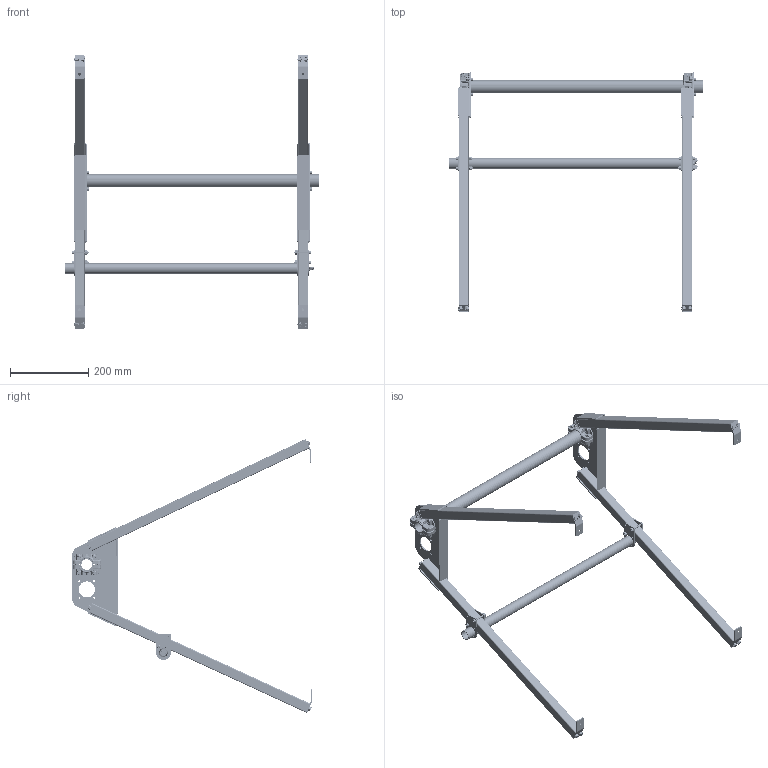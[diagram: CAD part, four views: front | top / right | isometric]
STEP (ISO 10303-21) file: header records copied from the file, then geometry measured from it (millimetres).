
FILE_DESCRIPTION (( 'STEP AP214' ), '1' );
FILE_NAME ('am-5122B Truss Alley Blue.STEP', '2023-08-30T20:22:41', ( '' ), ( '' ), 'SwSTEP 2.0', 'SolidWorks 2022', '' );
FILE_SCHEMA (( 'AUTOMOTIVE_DESIGN' ));
Length unit declared in the file: inch
Products named in the file (19): am-5112 25d Bracket; Number 3 Rubber Stopper 9545K28_9545K28; 14-20 Wing Nut 1_90866A029; am-1027; am-5106 Apex Bracket; 10-32x750_shcs_90128A945; am-5110 Pipe Clamp Assembly; 10-32x1500_shcs_am-1014 10-32x1500 SHCS; am-5109 Truss Hanging Bar; am-5107 Truss Long Yellow Pipe; am-5114 Truss Tangency Clamp A; FHTS 0.25-20-0.75_Square Configuration; 10-32 Nylock Nut 1_90631A411; am-3090a-2 2ft Peanut; am-5115 Truss Tangency Clamp B; 10-32x0500_shcs_HX-SHCS 0.19-32x1.375x1-C; HHCS 14-20 X 3500_91309A556; am-5122B Truss Alley Blue; am-5110_half Pipe Clamp
Assembly tree (60 placements, depth 3):
  am-5122B Truss Alley Blue
    am-5106 Apex Bracket  x2
    am-5109 Truss Hanging Bar
    am-3090a-2 2ft Peanut  x4
    am-5112 25d Bracket  x4
    am-5107 Truss Long Yellow Pipe
    Number 3 Rubber Stopper 9545K28_9545K28
    HHCS 14-20 X 3500_91309A556
    14-20 Wing Nut 1_90866A029
    FHTS 0.25-20-0.75_Square Configuration  x16
    10-32x1500_shcs_am-1014 10-32x1500 SHCS  x4
    10-32 Nylock Nut 1_90631A411  x4
    am-5115 Truss Tangency Clamp B  x3
    am-5114 Truss Tangency Clamp A
    am-1027
    am-5110 Pipe Clamp Assembly  x2
      am-5110_half Pipe Clamp
      10-32 Nylock Nut 1_90631A411
      10-32x750_shcs_90128A945
      10-32x0500_shcs_HX-SHCS 0.19-32x1.375x1-C
Bounding box: 651.72 x 615.07 x 701.12 mm (x, y, z)
Volume: 1106954.2 mm3; surface area: 1029552.8 mm2
Topology: 88 solids, 88 shells, 4837 faces, 11377 edges, 6709 vertices
Faces by surface type: cylinder 2054, plane 1148, cone 912, bspline 309, torus 278, sphere 136
Entity records: 43442 total; most frequent: CARTESIAN_POINT 19327, ORIENTED_EDGE 4972, DIRECTION 4785, EDGE_CURVE 2486, AXIS2_PLACEMENT_3D 1893, VERTEX_POINT 1508, EDGE_LOOP 1120, FACE_OUTER_BOUND 1030
